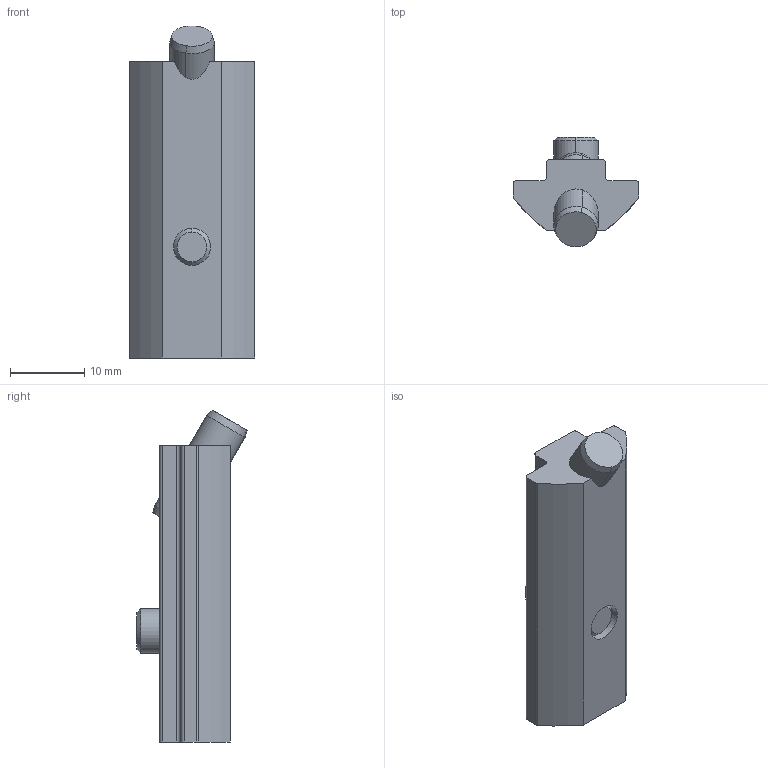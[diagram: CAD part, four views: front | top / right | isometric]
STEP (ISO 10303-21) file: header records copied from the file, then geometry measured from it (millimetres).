
FILE_DESCRIPTION (( 'STEP AP214' ), '1' );
FILE_NAME ('096060s13.STEP', '2014-08-21T10:04:11', ( '' ), ( '' ), 'SwSTEP 2.0', 'SolidWorks 2014', '' );
FILE_SCHEMA (( 'AUTOMOTIVE_DESIGN' ));
Length unit declared in the file: millimetre
Products named in the file (4): 096060s13; 096060s12_096 060 s12; 4din7979m06016m_Standard; 4din916m06012m_4 din 916 m06 012 m
Assembly tree (3 placements, depth 2):
  096060s13
    096060s12_096 060 s12
    4din7979m06016m_Standard
    4din916m06012m_4 din 916 m06 012 m
Bounding box: 17 x 14.86 x 44.82 mm (x, y, z)
Volume: 4882.4 mm3; surface area: 3040.2 mm2
Topology: 3 solids, 3 shells, 47 faces, 115 edges, 74 vertices
Faces by surface type: plane 21, cylinder 18, cone 8
Entity records: 1547 total; most frequent: CARTESIAN_POINT 260, DIRECTION 255, ORIENTED_EDGE 230, EDGE_CURVE 115, AXIS2_PLACEMENT_3D 93, VERTEX_POINT 74, LINE 69, VECTOR 69
